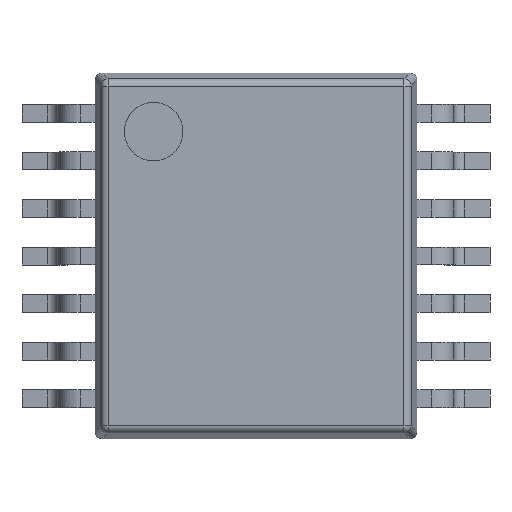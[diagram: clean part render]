
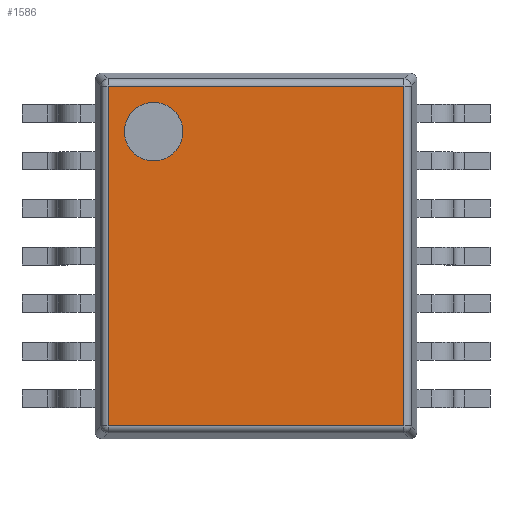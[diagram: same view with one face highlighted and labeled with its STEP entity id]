
A CAD part, top view. The second image highlights one B-rep face of the part: STEP entity #1586.
In plain terms, the highlighted face is planar.
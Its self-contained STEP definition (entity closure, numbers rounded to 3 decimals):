
#657=CARTESIAN_POINT('',(-1.4,0.45,-1.7));
#658=DIRECTION('',(0.,-1.,0.));
#659=DIRECTION('',(1.,0.,0.));
#660=AXIS2_PLACEMENT_3D('',#657,#658,#659);
#665=CARTESIAN_POINT('',(-1.4,0.45,-1.7));
#666=DIRECTION('',(0.,-1.,0.));
#667=DIRECTION('',(-1.,0.,0.));
#668=AXIS2_PLACEMENT_3D('',#665,#666,#667);
#673=DIRECTION('',(0.,0.,1.));
#674=VECTOR('',#673,4.647);
#675=CARTESIAN_POINT('',(-2.023,0.45,-2.323));
#676=LINE('',#675,#674);
#680=DIRECTION('',(-1.,0.,0.));
#681=VECTOR('',#680,4.047);
#682=CARTESIAN_POINT('',(2.023,0.45,-2.323));
#683=LINE('',#682,#681);
#687=DIRECTION('',(0.,0.,-1.));
#688=VECTOR('',#687,4.647);
#689=CARTESIAN_POINT('',(2.023,0.45,2.323));
#690=LINE('',#689,#688);
#694=DIRECTION('',(1.,0.,0.));
#695=VECTOR('',#694,4.047);
#696=CARTESIAN_POINT('',(-2.023,0.45,2.323));
#697=LINE('',#696,#695);
#924=CARTESIAN_POINT('',(-1.,0.45,-1.7));
#925=CARTESIAN_POINT('',(-1.8,0.45,-1.7));
#926=VERTEX_POINT('',#924);
#927=VERTEX_POINT('',#925);
#940=CARTESIAN_POINT('',(-2.023,0.45,-2.323));
#941=CARTESIAN_POINT('',(-2.023,0.45,2.323));
#942=VERTEX_POINT('',#940);
#943=VERTEX_POINT('',#941);
#948=CARTESIAN_POINT('',(2.023,0.45,2.323));
#949=CARTESIAN_POINT('',(2.023,0.45,-2.323));
#950=VERTEX_POINT('',#948);
#951=VERTEX_POINT('',#949);
#1569=CARTESIAN_POINT('',(0.,0.45,0.));
#1570=DIRECTION('',(0.,1.,0.));
#1571=DIRECTION('',(1.,0.,0.));
#1572=AXIS2_PLACEMENT_3D('',#1569,#1570,#1571);
#1573=PLANE('',#1572);
#1574=ORIENTED_EDGE('',*,*,#1493,.F.);
#1575=ORIENTED_EDGE('',*,*,#1560,.F.);
#1576=ORIENTED_EDGE('',*,*,#1402,.F.);
#1577=ORIENTED_EDGE('',*,*,#1431,.F.);
#1578=EDGE_LOOP('',(#1574,#1575,#1576,#1577));
#1579=FACE_OUTER_BOUND('',#1578,.F.);
#1581=ORIENTED_EDGE('',*,*,#1580,.F.);
#1583=ORIENTED_EDGE('',*,*,#1582,.F.);
#1584=EDGE_LOOP('',(#1581,#1583));
#1585=FACE_BOUND('',#1584,.F.);
#661=CIRCLE('',#660,0.4);
#669=CIRCLE('',#668,0.4);
#1402=EDGE_CURVE('',#950,#951,#690,.T.);
#1431=EDGE_CURVE('',#943,#950,#697,.T.);
#1493=EDGE_CURVE('',#942,#943,#676,.T.);
#1560=EDGE_CURVE('',#951,#942,#683,.T.);
#1580=EDGE_CURVE('',#926,#927,#661,.T.);
#1582=EDGE_CURVE('',#927,#926,#669,.T.);
#1586=ADVANCED_FACE('',(#1579,#1585),#1573,.T.);
